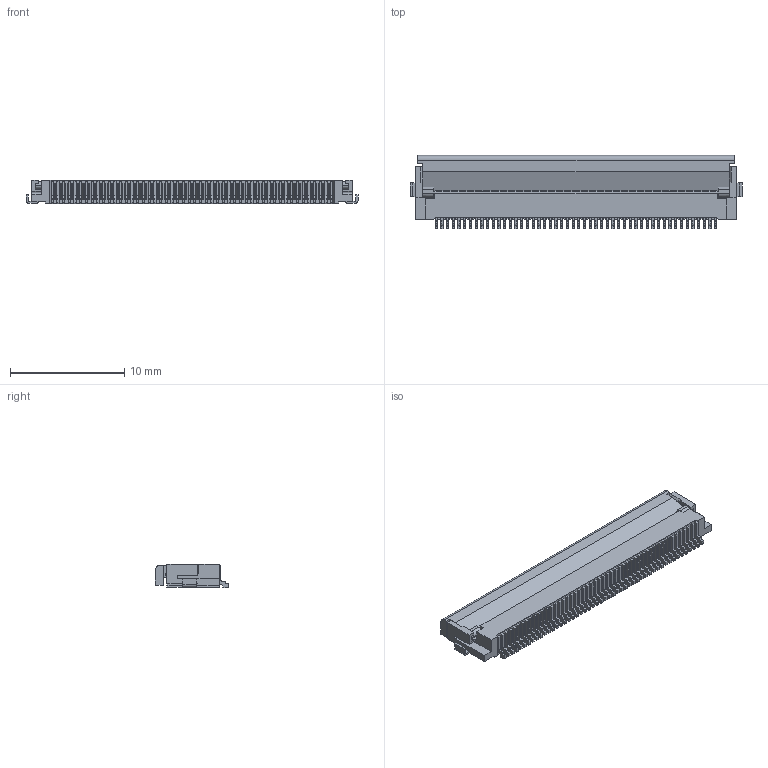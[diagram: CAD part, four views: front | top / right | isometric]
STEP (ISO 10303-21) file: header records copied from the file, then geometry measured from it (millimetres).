
FILE_DESCRIPTION(/* description */ (''),/* implementation_level */ '2;1');
FILE_NAME(/* name */ 'FH12-50S-0.5SH v2.step',/* time_stamp */ '2019-05-13T21:48:37+02:00',/* author */ (''),/* organization */ (''),/* preprocessor_version */ 'ST-DEVELOPER v18',/* originating_system */ 'Autodesk Translation Framework v8.2.0.1029',/* authorisation */ '');
FILE_SCHEMA (('AUTOMOTIVE_DESIGN { 1 0 10303 214 3 1 1 }'));
Length unit declared in the file: millimetre
Products named in the file (2): FH12-50S-0.5SH; FH12-50S-0
Assembly tree (1 placements, depth 2):
  FH12-50S-0.5SH
    FH12-50S-0
Bounding box: 29.1 x 6.4 x 2.1 mm (x, y, z)
Volume: 231.6 mm3; surface area: 781.4 mm2
Topology: 1 solids, 1 shells, 1741 faces, 5025 edges, 3280 vertices
Faces by surface type: plane 1423, cylinder 318
Entity records: 56369 total; most frequent: ORIENTED_EDGE 10050, CARTESIAN_POINT 10049, DIRECTION 9151, EDGE_CURVE 5025, LINE 4387, VECTOR 4387, VERTEX_POINT 3280, AXIS2_PLACEMENT_3D 2382
